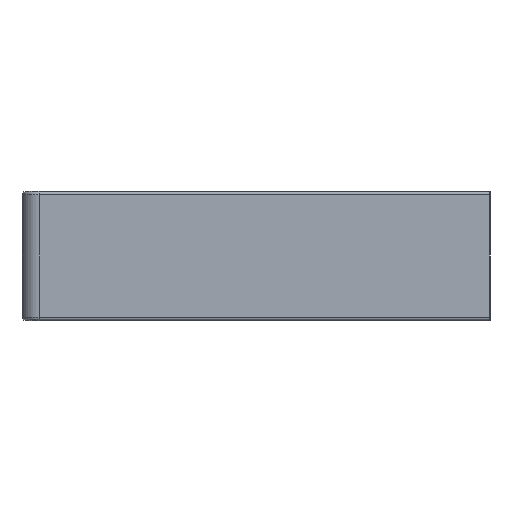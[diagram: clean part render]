
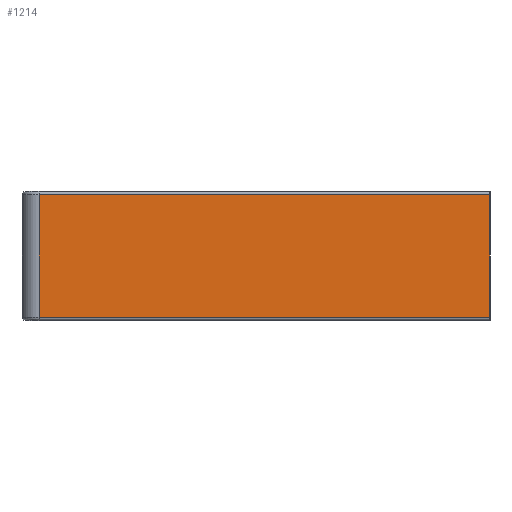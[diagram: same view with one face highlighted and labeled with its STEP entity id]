
A CAD part, left-side view. The second image highlights one B-rep face of the part: STEP entity #1214.
In plain terms, the highlighted planar face has unit normal (-1, 0, 0).
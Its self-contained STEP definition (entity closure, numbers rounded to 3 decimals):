
#161=FACE_OUTER_BOUND('',#233,.T.);
#233=EDGE_LOOP('',(#1092,#1093,#1094,#1095));
#336=LINE('',#1994,#460);
#352=LINE('',#2072,#476);
#357=LINE('',#2081,#481);
#358=LINE('',#2083,#482);
#460=VECTOR('',#1543,7.2);
#476=VECTOR('',#1635,7.2);
#481=VECTOR('',#1648,26.5);
#482=VECTOR('',#1651,26.5);
#570=VERTEX_POINT('',#1991);
#571=VERTEX_POINT('',#1993);
#591=VERTEX_POINT('',#2059);
#594=VERTEX_POINT('',#2066);
#722=EDGE_CURVE('',#571,#570,#336,.T.);
#760=EDGE_CURVE('',#591,#594,#352,.T.);
#765=EDGE_CURVE('',#571,#591,#357,.T.);
#766=EDGE_CURVE('',#594,#570,#358,.T.);
#1092=ORIENTED_EDGE('',*,*,#760,.F.);
#1093=ORIENTED_EDGE('',*,*,#765,.F.);
#1094=ORIENTED_EDGE('',*,*,#722,.T.);
#1095=ORIENTED_EDGE('',*,*,#766,.F.);
#1148=PLANE('',#1334);
#1214=ADVANCED_FACE('',(#161),#1148,.T.);
#1334=AXIS2_PLACEMENT_3D('',#2082,#1649,#1650);
#1543=DIRECTION('',(0.,0.,1.));
#1635=DIRECTION('',(0.,0.,1.));
#1648=DIRECTION('',(0.,1.,0.));
#1649=DIRECTION('center_axis',(-1.,0.,0.));
#1650=DIRECTION('ref_axis',(0.,-1.,0.));
#1651=DIRECTION('',(0.,-1.,0.));
#1991=CARTESIAN_POINT('',(-176.,0.,7.4));
#1993=CARTESIAN_POINT('',(-176.,0.,0.2));
#1994=CARTESIAN_POINT('',(-176.,0.,0.));
#2059=CARTESIAN_POINT('',(-176.,26.5,0.2));
#2066=CARTESIAN_POINT('',(-176.,26.5,7.4));
#2072=CARTESIAN_POINT('',(-176.,26.5,0.));
#2081=CARTESIAN_POINT('',(-176.,24.322,0.2));
#2082=CARTESIAN_POINT('Origin',(-176.,27.5,0.));
#2083=CARTESIAN_POINT('',(-176.,24.322,7.4));
